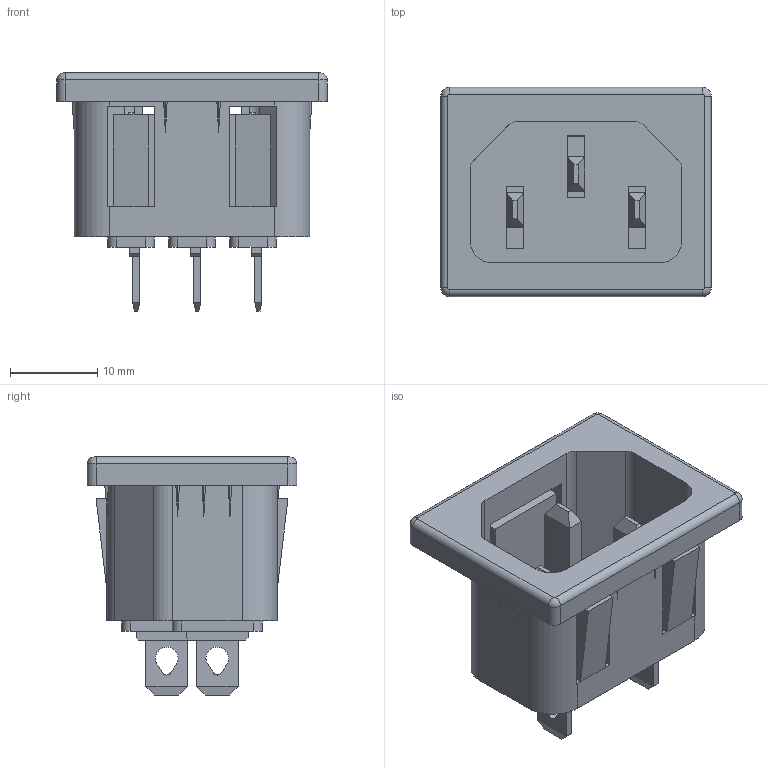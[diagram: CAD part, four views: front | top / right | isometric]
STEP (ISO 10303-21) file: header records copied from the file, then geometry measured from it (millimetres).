
FILE_DESCRIPTION (( 'STEP AP214' ), '1' );
FILE_NAME ('701W.STEP', '2015-04-29T06:02:45', ( '' ), ( '' ), 'SwSTEP 2.0', 'SolidWorks 2010', '' );
FILE_SCHEMA (( 'AUTOMOTIVE_DESIGN' ));
Length unit declared in the file: millimetre
Products named in the file (1): 701W
Bounding box: 31 x 24 x 27.3 mm (x, y, z)
Volume: 4261.8 mm3; surface area: 5793.2 mm2
Topology: 4 solids, 4 shells, 263 faces, 731 edges, 474 vertices
Faces by surface type: plane 209, cylinder 50, torus 4
Entity records: 11311 total; most frequent: CARTESIAN_POINT 1481, ORIENTED_EDGE 1462, DIRECTION 1375, EDGE_CURVE 731, VECTOR 607, LINE 607, VERTEX_POINT 474, AXIS2_PLACEMENT_3D 384
